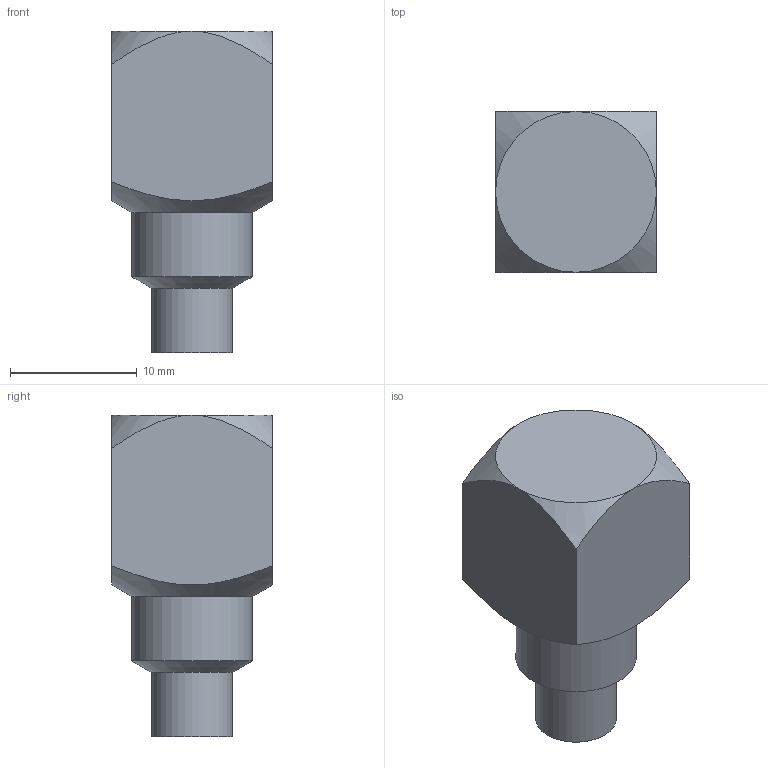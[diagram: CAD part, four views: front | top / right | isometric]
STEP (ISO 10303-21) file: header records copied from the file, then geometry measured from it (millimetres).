
FILE_DESCRIPTION(/* description */ (''),/* implementation_level */ '2;1');
FILE_NAME(/* name */ '901029.stp',/* time_stamp */ '2018-06-14T16:59:45-04:00',/* author */ ('design'),/* organization */ (''),/* preprocessor_version */ 'ST-DEVELOPER v17',/* originating_system */ 'Autodesk Inventor 2018',/* authorisation */ '');
FILE_SCHEMA (('AUTOMOTIVE_DESIGN { 1 0 10303 214 3 1 1 }'));
Length unit declared in the file: inch
Products named in the file (1): 901029
Bounding box: 12.7 x 12.7 x 25.4 mm (x, y, z)
Volume: 2127.3 mm3; surface area: 1585.8 mm2
Topology: 1 solids, 1 shells, 19 faces, 53 edges, 35 vertices
Faces by surface type: cone 8, plane 7, cylinder 4
Full cylindrical faces by diameter (mm): 3.175 x1, 6.35 x1, 7.95 x1, 9.525 x1
Entity records: 684 total; most frequent: CARTESIAN_POINT 175, ORIENTED_EDGE 104, DIRECTION 98, EDGE_CURVE 52, AXIS2_PLACEMENT_3D 42, VERTEX_POINT 35, CIRCLE 22, EDGE_LOOP 21
